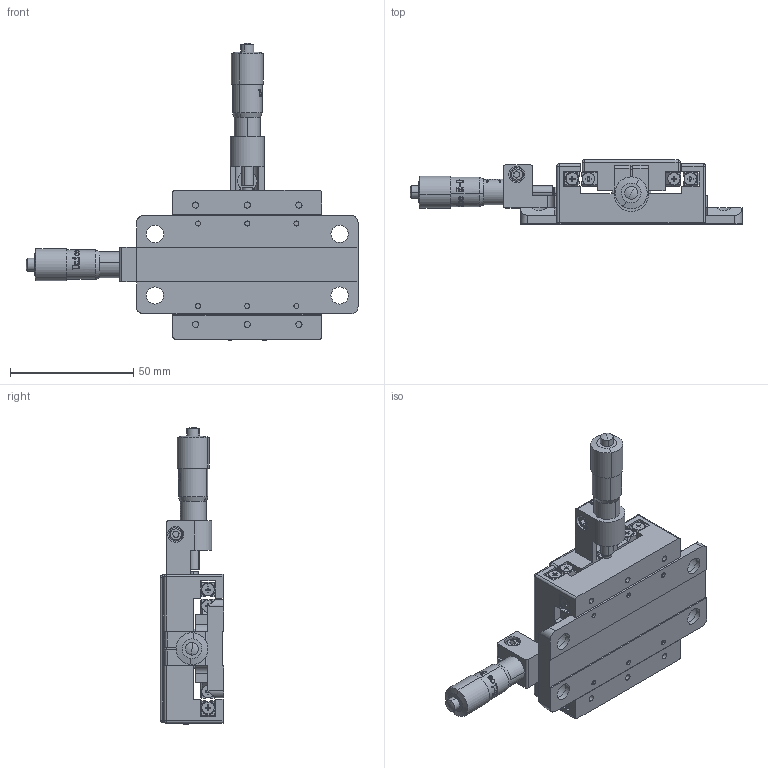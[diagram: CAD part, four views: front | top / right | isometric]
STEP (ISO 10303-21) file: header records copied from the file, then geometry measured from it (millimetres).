
FILE_DESCRIPTION (( 'STEP AP214' ), '1' );
FILE_NAME ('06CTS-2M.STEP', '2018-05-29T07:38:41', ( '' ), ( '' ), 'SwSTEP 2.0', 'SolidWorks 2016', '' );
FILE_SCHEMA (( 'AUTOMOTIVE_DESIGN' ));
Length unit declared in the file: millimetre
Products named in the file (1): 06CTS-2M
Bounding box: 134.9 x 26 x 120.7 mm (x, y, z)
Surface area: 48772.4 mm2 (no closed solid volume)
Topology: 0 solids, 76 shells, 1053 faces, 4154 edges, 3084 vertices
Faces by surface type: plane 658, cylinder 236, cone 120, torus 16, bspline 15, sphere 8
Entity records: 63754 total; most frequent: CARTESIAN_POINT 18573, DIRECTION 6588, ORIENTED_EDGE 6428, EDGE_CURVE 4142, VERTEX_POINT 3084, VECTOR 2344, LINE 2344, AXIS2_PLACEMENT_3D 2122
